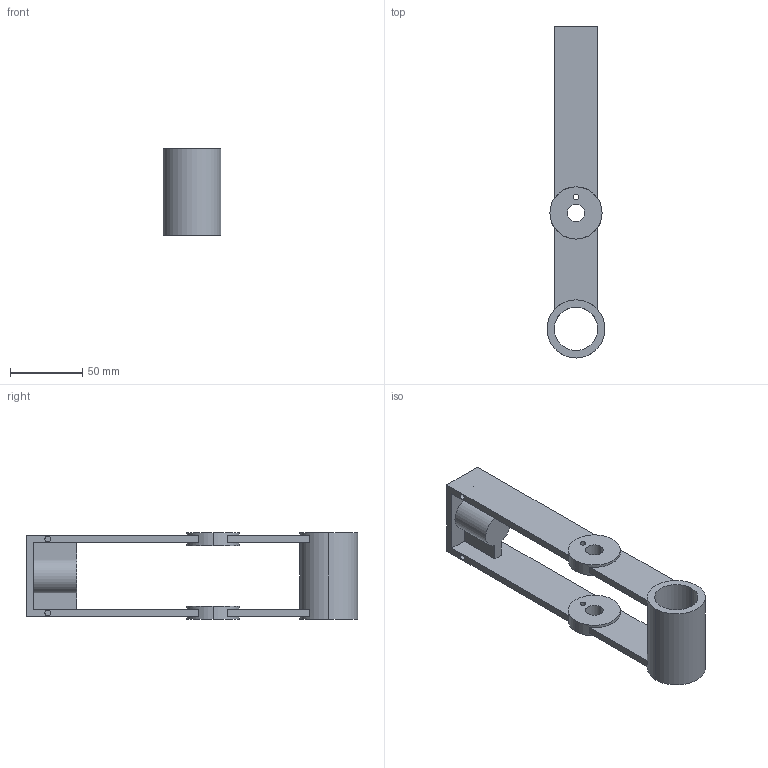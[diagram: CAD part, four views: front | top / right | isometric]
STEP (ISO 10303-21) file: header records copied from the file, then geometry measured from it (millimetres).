
FILE_DESCRIPTION (( 'STEP AP203' ), '1' );
FILE_NAME ('Bras_Défaut_sldprt.STEP', '2019-10-29T08:20:04', ( '' ), ( '' ), 'SwSTEP 2.0', 'SolidWorks 2017', '' );
FILE_SCHEMA (( 'CONFIG_CONTROL_DESIGN' ));
Length unit declared in the file: millimetre
Products named in the file (1): Bras_Défaut_sldprt
Bounding box: 40 x 229 x 60 mm (x, y, z)
Volume: 119669.1 mm3; surface area: 49633.9 mm2
Topology: 1 solids, 1 shells, 55 faces, 138 edges, 92 vertices
Faces by surface type: plane 31, cylinder 24
Entity records: 1773 total; most frequent: DIRECTION 310, CARTESIAN_POINT 286, ORIENTED_EDGE 276, EDGE_CURVE 138, AXIS2_PLACEMENT_3D 116, VERTEX_POINT 92, VECTOR 78, LINE 78
